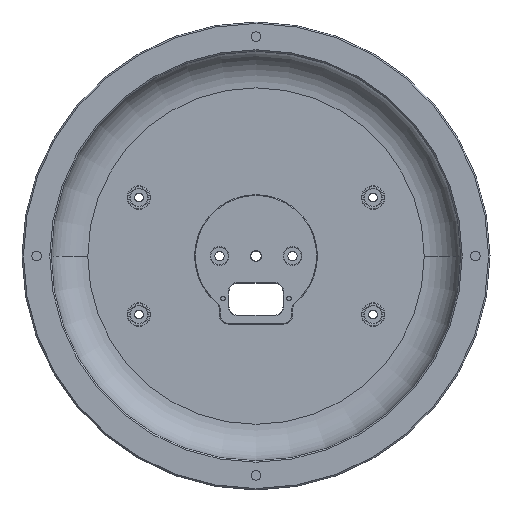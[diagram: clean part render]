
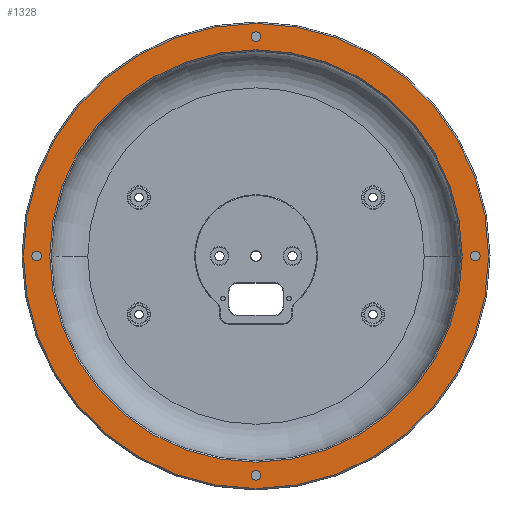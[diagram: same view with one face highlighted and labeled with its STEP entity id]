
A CAD part, top view. The second image highlights one B-rep face of the part: STEP entity #1328.
In plain terms, the highlighted planar face has unit normal (0, 0, 1).
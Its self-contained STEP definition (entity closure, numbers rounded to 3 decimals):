
#23 = ORIENTED_EDGE ( 'NONE', *, *, #4210, .T. ) ;
#63 = EDGE_CURVE ( 'NONE', #4053, #1785, #2324, .T. ) ;
#147 = DIRECTION ( 'NONE',  ( -1., 0., 0. ) ) ;
#164 = CARTESIAN_POINT ( 'NONE',  ( 1.621, -75., 27.5 ) ) ;
#185 = DIRECTION ( 'NONE',  ( 0., 0., -1. ) ) ;
#195 = EDGE_CURVE ( 'NONE', #1998, #2541, #1632, .T. ) ;
#261 = AXIS2_PLACEMENT_3D ( 'NONE', #1401, #995, #2119 ) ;
#287 = CARTESIAN_POINT ( 'NONE',  ( -73.379, 0., 27.5 ) ) ;
#311 = DIRECTION ( 'NONE',  ( -1., 0., 0. ) ) ;
#441 = EDGE_CURVE ( 'NONE', #2561, #1698, #3218, .T. ) ;
#472 = CARTESIAN_POINT ( 'NONE',  ( -1.621, 75., 27.5 ) ) ;
#546 = DIRECTION ( 'NONE',  ( 1., 0., 0. ) ) ;
#604 = DIRECTION ( 'NONE',  ( 1., 0., 0. ) ) ;
#611 = ORIENTED_EDGE ( 'NONE', *, *, #63, .F. ) ;
#635 = AXIS2_PLACEMENT_3D ( 'NONE', #1656, #2055, #1298 ) ;
#693 = ORIENTED_EDGE ( 'NONE', *, *, #2919, .F. ) ;
#705 = DIRECTION ( 'NONE',  ( -1., 0., 0. ) ) ;
#770 = AXIS2_PLACEMENT_3D ( 'NONE', #3705, #1224, #546 ) ;
#801 = CARTESIAN_POINT ( 'NONE',  ( 73.379, 0., 27.5 ) ) ;
#820 = ORIENTED_EDGE ( 'NONE', *, *, #1296, .T. ) ;
#874 = FACE_BOUND ( 'NONE', #4003, .T. ) ;
#881 = ORIENTED_EDGE ( 'NONE', *, *, #1266, .T. ) ;
#903 = DIRECTION ( 'NONE',  ( 0., 0., -1. ) ) ;
#921 = CARTESIAN_POINT ( 'NONE',  ( -76.621, 0., 27.5 ) ) ;
#927 = CARTESIAN_POINT ( 'NONE',  ( 75., 0., 27.5 ) ) ;
#971 = AXIS2_PLACEMENT_3D ( 'NONE', #3079, #2067, #2799 ) ;
#995 = DIRECTION ( 'NONE',  ( 0., 0., 1. ) ) ;
#1149 = AXIS2_PLACEMENT_3D ( 'NONE', #3584, #3204, #311 ) ;
#1151 = AXIS2_PLACEMENT_3D ( 'NONE', #4310, #3881, #604 ) ;
#1157 = DIRECTION ( 'NONE',  ( 1., 0., 0. ) ) ;
#1198 = ORIENTED_EDGE ( 'NONE', *, *, #2193, .T. ) ;
#1224 = DIRECTION ( 'NONE',  ( 0., 0., -1. ) ) ;
#1241 = FACE_BOUND ( 'NONE', #4602, .T. ) ;
#1266 = EDGE_CURVE ( 'NONE', #2541, #1998, #1955, .T. ) ;
#1296 = EDGE_CURVE ( 'NONE', #4107, #2034, #4016, .T. ) ;
#1298 = DIRECTION ( 'NONE',  ( 1., 0., 0. ) ) ;
#1328 = ADVANCED_FACE ( 'NONE', ( #4507, #2385, #1241, #2699, #874, #1997 ), #2340, .T. ) ;
#1359 = CARTESIAN_POINT ( 'NONE',  ( 0., 75., 27.5 ) ) ;
#1363 = ORIENTED_EDGE ( 'NONE', *, *, #441, .T. ) ;
#1401 = CARTESIAN_POINT ( 'NONE',  ( 0., 0., 27.5 ) ) ;
#1475 = AXIS2_PLACEMENT_3D ( 'NONE', #4495, #4162, #147 ) ;
#1504 = VERTEX_POINT ( 'NONE', #801 ) ;
#1513 = CARTESIAN_POINT ( 'NONE',  ( 0., -75., 27.5 ) ) ;
#1594 = CARTESIAN_POINT ( 'NONE',  ( 0., -75., 27.5 ) ) ;
#1632 = CIRCLE ( 'NONE', #2241, 1.621 ) ;
#1656 = CARTESIAN_POINT ( 'NONE',  ( -75., 0., 27.5 ) ) ;
#1665 = DIRECTION ( 'NONE',  ( 1., 0., 0. ) ) ;
#1698 = VERTEX_POINT ( 'NONE', #921 ) ;
#1785 = VERTEX_POINT ( 'NONE', #4644 ) ;
#1790 = ORIENTED_EDGE ( 'NONE', *, *, #195, .T. ) ;
#1813 = VERTEX_POINT ( 'NONE', #4670 ) ;
#1955 = CIRCLE ( 'NONE', #3639, 1.621 ) ;
#1997 = FACE_BOUND ( 'NONE', #4117, .T. ) ;
#1998 = VERTEX_POINT ( 'NONE', #2206 ) ;
#2018 = DIRECTION ( 'NONE',  ( 1., 0., 0. ) ) ;
#2034 = VERTEX_POINT ( 'NONE', #3026 ) ;
#2043 = EDGE_CURVE ( 'NONE', #4727, #2609, #4603, .T. ) ;
#2055 = DIRECTION ( 'NONE',  ( 0., 0., -1. ) ) ;
#2067 = DIRECTION ( 'NONE',  ( 0., 0., 1. ) ) ;
#2119 = DIRECTION ( 'NONE',  ( -1., 0., 0. ) ) ;
#2125 = DIRECTION ( 'NONE',  ( 0., 0., -1. ) ) ;
#2150 = DIRECTION ( 'NONE',  ( 1., 0., 0. ) ) ;
#2193 = EDGE_CURVE ( 'NONE', #1698, #2561, #4525, .T. ) ;
#2206 = CARTESIAN_POINT ( 'NONE',  ( -1.621, -75., 27.5 ) ) ;
#2222 = ORIENTED_EDGE ( 'NONE', *, *, #3601, .T. ) ;
#2241 = AXIS2_PLACEMENT_3D ( 'NONE', #1513, #3666, #1157 ) ;
#2324 = CIRCLE ( 'NONE', #261, 70.5 ) ;
#2340 = PLANE ( 'NONE',  #971 ) ;
#2345 = ORIENTED_EDGE ( 'NONE', *, *, #2673, .F. ) ;
#2362 = CARTESIAN_POINT ( 'NONE',  ( 0., 75., 27.5 ) ) ;
#2385 = FACE_BOUND ( 'NONE', #3609, .T. ) ;
#2409 = CIRCLE ( 'NONE', #3021, 1.621 ) ;
#2504 = DIRECTION ( 'NONE',  ( 0., 0., 1. ) ) ;
#2539 = EDGE_LOOP ( 'NONE', ( #23, #820 ) ) ;
#2541 = VERTEX_POINT ( 'NONE', #164 ) ;
#2561 = VERTEX_POINT ( 'NONE', #287 ) ;
#2609 = VERTEX_POINT ( 'NONE', #2732 ) ;
#2652 = AXIS2_PLACEMENT_3D ( 'NONE', #927, #185, #4510 ) ;
#2673 = EDGE_CURVE ( 'NONE', #2609, #4727, #4280, .T. ) ;
#2699 = FACE_BOUND ( 'NONE', #2539, .T. ) ;
#2732 = CARTESIAN_POINT ( 'NONE',  ( 79.5, 0., 27.5 ) ) ;
#2799 = DIRECTION ( 'NONE',  ( 1., 0., 0. ) ) ;
#2881 = CIRCLE ( 'NONE', #2652, 1.621 ) ;
#2919 = EDGE_CURVE ( 'NONE', #1785, #4053, #3309, .T. ) ;
#2962 = ORIENTED_EDGE ( 'NONE', *, *, #4094, .T. ) ;
#3021 = AXIS2_PLACEMENT_3D ( 'NONE', #1359, #2125, #2150 ) ;
#3026 = CARTESIAN_POINT ( 'NONE',  ( 1.621, 75., 27.5 ) ) ;
#3079 = CARTESIAN_POINT ( 'NONE',  ( 0., 0., 27.5 ) ) ;
#3204 = DIRECTION ( 'NONE',  ( 0., 0., -1. ) ) ;
#3218 = CIRCLE ( 'NONE', #1151, 1.621 ) ;
#3309 = CIRCLE ( 'NONE', #4606, 70.5 ) ;
#3527 = EDGE_LOOP ( 'NONE', ( #4506, #2345 ) ) ;
#3584 = CARTESIAN_POINT ( 'NONE',  ( 0., 0., 27.5 ) ) ;
#3601 = EDGE_CURVE ( 'NONE', #1504, #1813, #3903, .T. ) ;
#3609 = EDGE_LOOP ( 'NONE', ( #1363, #1198 ) ) ;
#3639 = AXIS2_PLACEMENT_3D ( 'NONE', #1594, #903, #2018 ) ;
#3666 = DIRECTION ( 'NONE',  ( 0., 0., -1. ) ) ;
#3705 = CARTESIAN_POINT ( 'NONE',  ( 75., 0., 27.5 ) ) ;
#3815 = DIRECTION ( 'NONE',  ( 0., 0., -1. ) ) ;
#3881 = DIRECTION ( 'NONE',  ( 0., 0., -1. ) ) ;
#3903 = CIRCLE ( 'NONE', #770, 1.621 ) ;
#4003 = EDGE_LOOP ( 'NONE', ( #881, #1790 ) ) ;
#4016 = CIRCLE ( 'NONE', #4629, 1.621 ) ;
#4053 = VERTEX_POINT ( 'NONE', #4176 ) ;
#4094 = EDGE_CURVE ( 'NONE', #1813, #1504, #2881, .T. ) ;
#4107 = VERTEX_POINT ( 'NONE', #472 ) ;
#4117 = EDGE_LOOP ( 'NONE', ( #693, #611 ) ) ;
#4162 = DIRECTION ( 'NONE',  ( 0., 0., -1. ) ) ;
#4176 = CARTESIAN_POINT ( 'NONE',  ( 70.5, 0., 27.5 ) ) ;
#4210 = EDGE_CURVE ( 'NONE', #2034, #4107, #2409, .T. ) ;
#4242 = CARTESIAN_POINT ( 'NONE',  ( -79.5, 0., 27.5 ) ) ;
#4280 = CIRCLE ( 'NONE', #1149, 79.5 ) ;
#4310 = CARTESIAN_POINT ( 'NONE',  ( -75., 0., 27.5 ) ) ;
#4495 = CARTESIAN_POINT ( 'NONE',  ( 0., 0., 27.5 ) ) ;
#4506 = ORIENTED_EDGE ( 'NONE', *, *, #2043, .F. ) ;
#4507 = FACE_OUTER_BOUND ( 'NONE', #3527, .T. ) ;
#4510 = DIRECTION ( 'NONE',  ( 1., 0., 0. ) ) ;
#4525 = CIRCLE ( 'NONE', #635, 1.621 ) ;
#4602 = EDGE_LOOP ( 'NONE', ( #2962, #2222 ) ) ;
#4603 = CIRCLE ( 'NONE', #1475, 79.5 ) ;
#4606 = AXIS2_PLACEMENT_3D ( 'NONE', #4671, #2504, #705 ) ;
#4629 = AXIS2_PLACEMENT_3D ( 'NONE', #2362, #3815, #1665 ) ;
#4644 = CARTESIAN_POINT ( 'NONE',  ( -70.5, 0., 27.5 ) ) ;
#4670 = CARTESIAN_POINT ( 'NONE',  ( 76.621, 0., 27.5 ) ) ;
#4671 = CARTESIAN_POINT ( 'NONE',  ( 0., 0., 27.5 ) ) ;
#4727 = VERTEX_POINT ( 'NONE', #4242 ) ;
